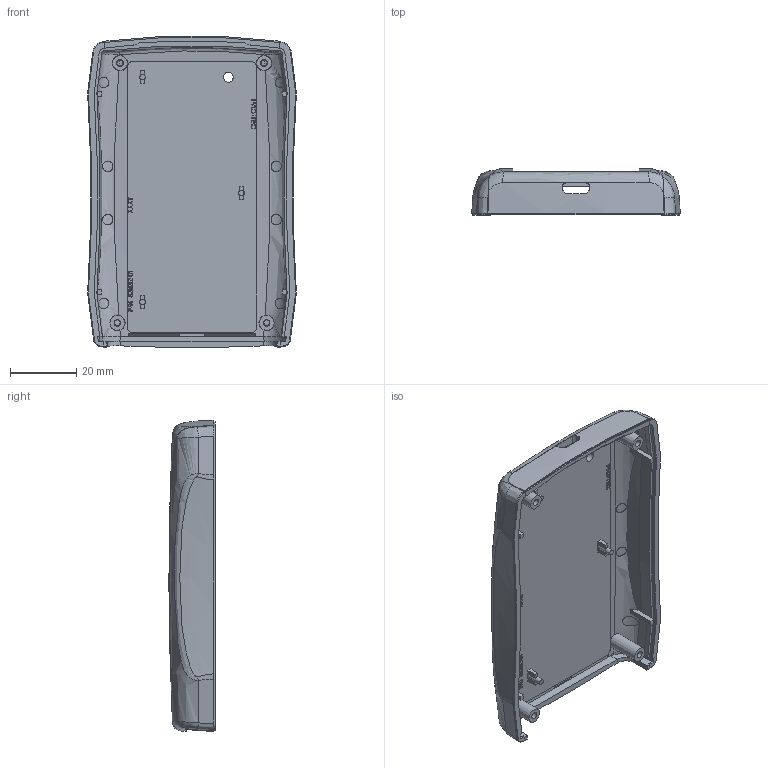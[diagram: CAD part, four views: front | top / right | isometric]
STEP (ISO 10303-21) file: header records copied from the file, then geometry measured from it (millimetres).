
FILE_DESCRIPTION(/* description */ (''),/* implementation_level */ '2;1');
FILE_NAME(/* name */ 'PP-2AA TOP.stp',/* time_stamp */ '2015-02-10T13:52:19+02:00',/* author */ ('Konstantin Nasedkin'),/* organization */ (''),/* preprocessor_version */ 'ST-DEVELOPER v15.2',/* originating_system */ 'Autodesk Inventor 2014',/* authorisation */ '');
FILE_SCHEMA (('AUTOMOTIVE_DESIGN { 1 0 10303 214 3 1 1 }'));
Length unit declared in the file: millimetre
Products named in the file (1): PP-2AA TOP
Bounding box: 63.12 x 13.97 x 94.26 mm (x, y, z)
Volume: 19112.1 mm3; surface area: 24772.9 mm2
Topology: 3 solids, 3 shells, 1020 faces, 2829 edges, 1875 vertices
Faces by surface type: plane 668, bspline 227, cylinder 85, cone 23, torus 17
Full cylindrical faces by diameter (mm): 1.016 x16, 3 x1, 3.175 x16
Entity records: 47701 total; most frequent: CARTESIAN_POINT 23438, ORIENTED_EDGE 5556, DIRECTION 3987, EDGE_CURVE 2778, LINE 1941, VECTOR 1941, VERTEX_POINT 1868, EDGE_LOOP 1144
